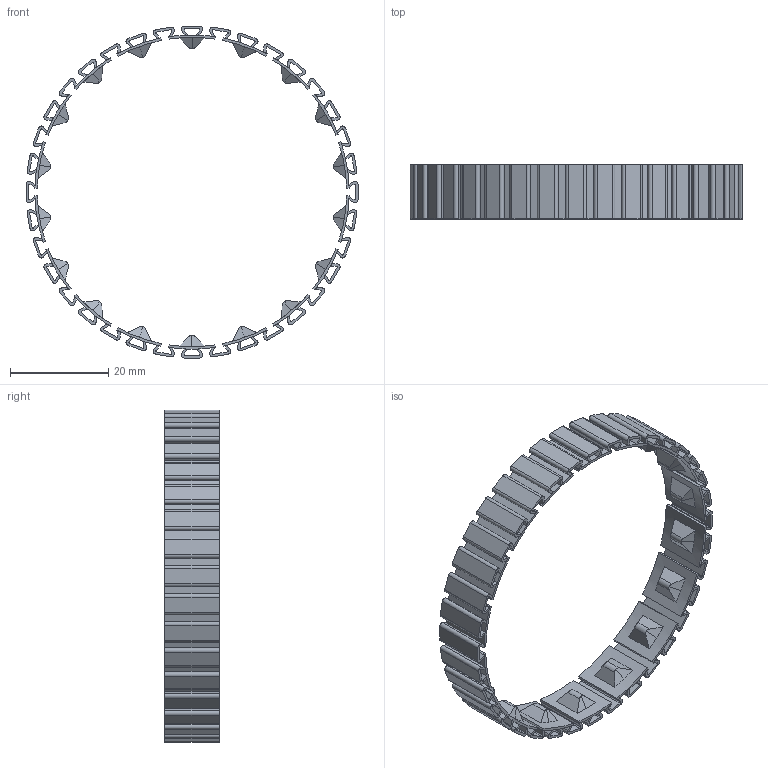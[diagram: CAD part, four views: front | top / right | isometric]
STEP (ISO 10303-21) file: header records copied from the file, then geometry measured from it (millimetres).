
FILE_DESCRIPTION (( 'STEP AP214' ), '1' );
FILE_NAME ('V_Chain v3-ARTHUR-V1.2.STEP', '2025-12-05T19:03:02', ( '' ), ( '' ), 'SwSTEP 2.0', 'SolidWorks 2025', '' );
FILE_SCHEMA (( 'AUTOMOTIVE_DESIGN' ));
Length unit declared in the file: millimetre
Products named in the file (1): V_Chain v3-ARTHUR-V1.2
Bounding box: 67.6 x 11 x 67.6 mm (x, y, z)
Volume: 2964.8 mm3; surface area: 10595.1 mm2
Topology: 54 solids, 54 shells, 783 faces, 1971 edges, 1314 vertices
Faces by surface type: plane 468, cylinder 243, cone 72
Entity records: 24363 total; most frequent: CARTESIAN_POINT 4825, ORIENTED_EDGE 3942, DIRECTION 3917, EDGE_CURVE 1971, VERTEX_POINT 1314, AXIS2_PLACEMENT_3D 1306, VECTOR 1305, LINE 1305
